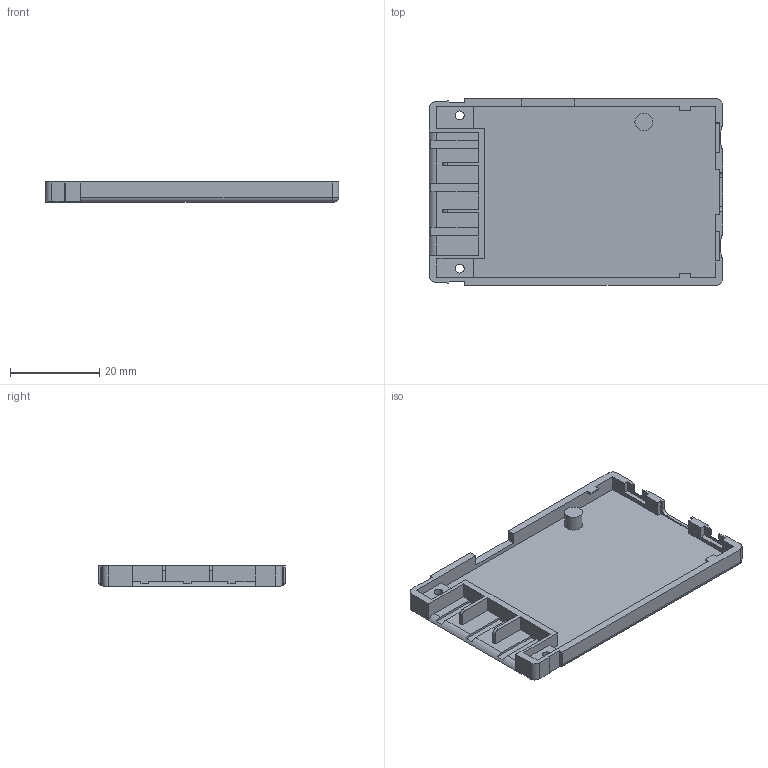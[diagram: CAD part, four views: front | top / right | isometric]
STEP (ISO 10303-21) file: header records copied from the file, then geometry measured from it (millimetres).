
FILE_DESCRIPTION(/* description */ ('Alibre Inc.'),/* implementation_level */ '2;1');
FILE_NAME(/* name */ 'export-707BE643-32E0-4D7A-9703-8C2FFE1295A8',/* time_stamp */ '2022-08-22T21:07:54-06:00',/* author */ (''),/* organization */ (''),/* preprocessor_version */ 'ST-DEVELOPER v17',/* originating_system */ 'Alibre',/* authorisation */ '');
FILE_SCHEMA (('CONFIG_CONTROL_DESIGN'));
Length unit declared in the file: millimetre
Bounding box: 66 x 41.95 x 4.5 mm (x, y, z)
Volume: 3945.7 mm3; surface area: 7314 mm2
Topology: 1 solids, 1 shells, 127 faces, 352 edges, 230 vertices
Faces by surface type: plane 94, cylinder 23, torus 8, bspline 2
Full cylindrical faces by diameter (mm): 2 x2, 4 x3
Entity records: 3926 total; most frequent: CARTESIAN_POINT 779, ORIENTED_EDGE 694, DIRECTION 520, EDGE_CURVE 347, VECTOR 242, LINE 242, VERTEX_POINT 230, AXIS2_PLACEMENT_3D 183
